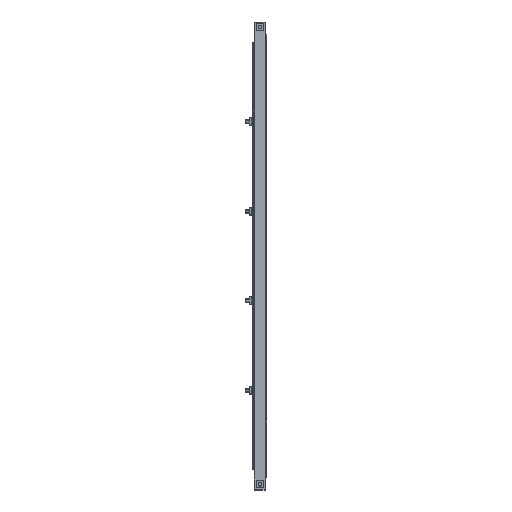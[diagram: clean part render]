
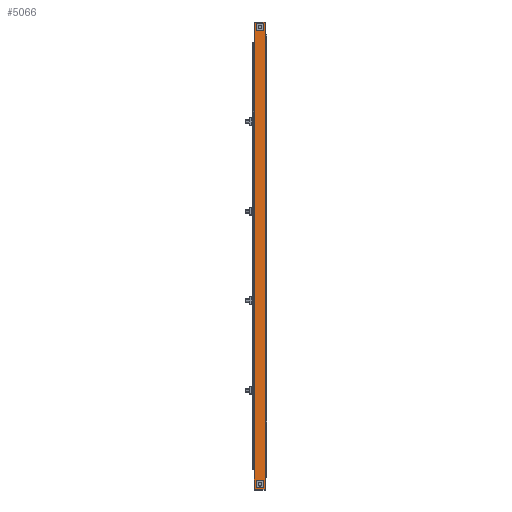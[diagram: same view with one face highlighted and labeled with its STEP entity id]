
A CAD part, top view. The second image highlights one B-rep face of the part: STEP entity #5066.
In plain terms, the highlighted face is planar.
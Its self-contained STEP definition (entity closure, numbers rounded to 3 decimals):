
#30 = ORIENTED_EDGE ( 'NONE', *, *, #6130, .T. ) ;
#79 = ORIENTED_EDGE ( 'NONE', *, *, #2341, .T. ) ;
#250 = LINE ( 'NONE', #3917, #2407 ) ;
#251 = EDGE_CURVE ( 'NONE', #8824, #2951, #4633, .T. ) ;
#316 = DIRECTION ( 'NONE',  ( 0., 0., 1. ) ) ;
#333 = ORIENTED_EDGE ( 'NONE', *, *, #5547, .T. ) ;
#483 = LINE ( 'NONE', #9362, #8464 ) ;
#583 = VECTOR ( 'NONE', #8250, 1000. ) ;
#594 = EDGE_CURVE ( 'NONE', #6723, #1778, #5528, .T. ) ;
#623 = FACE_OUTER_BOUND ( 'NONE', #3679, .T. ) ;
#685 = VECTOR ( 'NONE', #3247, 1000. ) ;
#705 = LINE ( 'NONE', #1604, #7312 ) ;
#768 = EDGE_CURVE ( 'NONE', #7664, #9036, #3659, .T. ) ;
#850 = VECTOR ( 'NONE', #9402, 1000. ) ;
#1010 = ORIENTED_EDGE ( 'NONE', *, *, #8082, .F. ) ;
#1031 = CARTESIAN_POINT ( 'NONE',  ( 0., 2.5, -783. ) ) ;
#1135 = DIRECTION ( 'NONE',  ( 0., 0., -1. ) ) ;
#1144 = CARTESIAN_POINT ( 'NONE',  ( 0., 15.75, -13.4 ) ) ;
#1161 = EDGE_CURVE ( 'NONE', #3091, #6780, #8637, .T. ) ;
#1407 = CARTESIAN_POINT ( 'NONE',  ( 0., 0., -783. ) ) ;
#1516 = VERTEX_POINT ( 'NONE', #2563 ) ;
#1604 = CARTESIAN_POINT ( 'NONE',  ( 0., 15.75, -769.6 ) ) ;
#1626 = CARTESIAN_POINT ( 'NONE',  ( 0., 6.25, -3.9 ) ) ;
#1706 = CARTESIAN_POINT ( 'NONE',  ( 0., 15.75, -779.1 ) ) ;
#1731 = AXIS2_PLACEMENT_3D ( 'NONE', #3522, #6348, #3386 ) ;
#1778 = VERTEX_POINT ( 'NONE', #8159 ) ;
#2020 = VECTOR ( 'NONE', #7405, 1000. ) ;
#2133 = CARTESIAN_POINT ( 'NONE',  ( 0., 15.75, -3.9 ) ) ;
#2162 = DIRECTION ( 'NONE',  ( 0., 0., 1. ) ) ;
#2341 = EDGE_CURVE ( 'NONE', #9036, #6723, #5007, .T. ) ;
#2407 = VECTOR ( 'NONE', #2491, 1000. ) ;
#2454 = LINE ( 'NONE', #8919, #583 ) ;
#2472 = ORIENTED_EDGE ( 'NONE', *, *, #6576, .T. ) ;
#2491 = DIRECTION ( 'NONE',  ( 0., 0., 1. ) ) ;
#2563 = CARTESIAN_POINT ( 'NONE',  ( 0., 20.5, -35. ) ) ;
#2603 = CARTESIAN_POINT ( 'NONE',  ( 0., 20.5, -783. ) ) ;
#2728 = CARTESIAN_POINT ( 'NONE',  ( 0., 2.5, -21. ) ) ;
#2784 = LINE ( 'NONE', #6509, #2884 ) ;
#2884 = VECTOR ( 'NONE', #2162, 1000. ) ;
#2951 = VERTEX_POINT ( 'NONE', #5810 ) ;
#2958 = CARTESIAN_POINT ( 'NONE',  ( 0., 15.75, -769.6 ) ) ;
#3091 = VERTEX_POINT ( 'NONE', #1031 ) ;
#3134 = LINE ( 'NONE', #1706, #3803 ) ;
#3247 = DIRECTION ( 'NONE',  ( 0., -1., 0. ) ) ;
#3256 = DIRECTION ( 'NONE',  ( 0., 0., -1. ) ) ;
#3273 = DIRECTION ( 'NONE',  ( 0., 0., 1. ) ) ;
#3386 = DIRECTION ( 'NONE',  ( 0., 0., 1. ) ) ;
#3434 = CARTESIAN_POINT ( 'NONE',  ( 0., 2.5, 0. ) ) ;
#3479 = FACE_BOUND ( 'NONE', #8034, .T. ) ;
#3522 = CARTESIAN_POINT ( 'NONE',  ( 0., 0., 0. ) ) ;
#3659 = LINE ( 'NONE', #8789, #850 ) ;
#3668 = VERTEX_POINT ( 'NONE', #7218 ) ;
#3679 = EDGE_LOOP ( 'NONE', ( #8385, #9176, #4531, #5545, #8524, #2472, #1010, #6492 ) ) ;
#3803 = VECTOR ( 'NONE', #1135, 1000. ) ;
#3810 = CARTESIAN_POINT ( 'NONE',  ( 0., 20.5, 0. ) ) ;
#3860 = VERTEX_POINT ( 'NONE', #4913 ) ;
#3884 = VERTEX_POINT ( 'NONE', #3434 ) ;
#3917 = CARTESIAN_POINT ( 'NONE',  ( 0., 6.25, -3.9 ) ) ;
#4002 = VECTOR ( 'NONE', #4169, 1000. ) ;
#4069 = DIRECTION ( 'NONE',  ( 0., 0., 1. ) ) ;
#4075 = LINE ( 'NONE', #6996, #4002 ) ;
#4137 = DIRECTION ( 'NONE',  ( 0., -1., 0. ) ) ;
#4169 = DIRECTION ( 'NONE',  ( 0., 0., 1. ) ) ;
#4200 = EDGE_CURVE ( 'NONE', #6780, #3668, #8170, .T. ) ;
#4210 = VECTOR ( 'NONE', #3256, 1000. ) ;
#4242 = ORIENTED_EDGE ( 'NONE', *, *, #4729, .T. ) ;
#4243 = EDGE_CURVE ( 'NONE', #3091, #4815, #8451, .T. ) ;
#4267 = DIRECTION ( 'NONE',  ( 0., 1., 0. ) ) ;
#4346 = VECTOR ( 'NONE', #4267, 1000. ) ;
#4531 = ORIENTED_EDGE ( 'NONE', *, *, #4200, .T. ) ;
#4633 = LINE ( 'NONE', #5348, #685 ) ;
#4729 = EDGE_CURVE ( 'NONE', #2951, #7834, #6275, .T. ) ;
#4815 = VERTEX_POINT ( 'NONE', #7764 ) ;
#4838 = CARTESIAN_POINT ( 'NONE',  ( 0., 6.25, -779.1 ) ) ;
#4913 = CARTESIAN_POINT ( 'NONE',  ( 0., 20.5, 0. ) ) ;
#4958 = FACE_BOUND ( 'NONE', #6816, .T. ) ;
#5007 = LINE ( 'NONE', #7930, #4210 ) ;
#5028 = EDGE_CURVE ( 'NONE', #3668, #1516, #483, .T. ) ;
#5066 = ADVANCED_FACE ( 'NONE', ( #3479, #4958, #623 ), #7021, .F. ) ;
#5200 = CARTESIAN_POINT ( 'NONE',  ( 0., 2.5, -783. ) ) ;
#5348 = CARTESIAN_POINT ( 'NONE',  ( 0., 15.75, -779.1 ) ) ;
#5528 = LINE ( 'NONE', #1144, #9231 ) ;
#5545 = ORIENTED_EDGE ( 'NONE', *, *, #5028, .T. ) ;
#5547 = EDGE_CURVE ( 'NONE', #7834, #8560, #705, .T. ) ;
#5810 = CARTESIAN_POINT ( 'NONE',  ( 0., 6.25, -779.1 ) ) ;
#6122 = ORIENTED_EDGE ( 'NONE', *, *, #251, .T. ) ;
#6130 = EDGE_CURVE ( 'NONE', #8560, #8824, #3134, .T. ) ;
#6275 = LINE ( 'NONE', #4838, #6602 ) ;
#6348 = DIRECTION ( 'NONE',  ( -1., 0., 0. ) ) ;
#6492 = ORIENTED_EDGE ( 'NONE', *, *, #9288, .F. ) ;
#6509 = CARTESIAN_POINT ( 'NONE',  ( 0., 2.5, -783. ) ) ;
#6576 = EDGE_CURVE ( 'NONE', #3860, #3884, #2454, .T. ) ;
#6602 = VECTOR ( 'NONE', #4069, 1000. ) ;
#6638 = LINE ( 'NONE', #3810, #2020 ) ;
#6723 = VERTEX_POINT ( 'NONE', #7238 ) ;
#6762 = CARTESIAN_POINT ( 'NONE',  ( 0., 6.25, -769.6 ) ) ;
#6780 = VERTEX_POINT ( 'NONE', #6851 ) ;
#6816 = EDGE_LOOP ( 'NONE', ( #30, #6122, #4242, #333 ) ) ;
#6851 = CARTESIAN_POINT ( 'NONE',  ( 0., 20.5, -783. ) ) ;
#6996 = CARTESIAN_POINT ( 'NONE',  ( 0., 2.5, -783. ) ) ;
#7021 = PLANE ( 'NONE',  #1731 ) ;
#7218 = CARTESIAN_POINT ( 'NONE',  ( 0., 20.5, -748. ) ) ;
#7238 = CARTESIAN_POINT ( 'NONE',  ( 0., 15.75, -13.4 ) ) ;
#7244 = EDGE_CURVE ( 'NONE', #1778, #7664, #250, .T. ) ;
#7292 = ORIENTED_EDGE ( 'NONE', *, *, #768, .T. ) ;
#7312 = VECTOR ( 'NONE', #8831, 1000. ) ;
#7357 = VECTOR ( 'NONE', #3273, 1000. ) ;
#7405 = DIRECTION ( 'NONE',  ( 0., 0., -1. ) ) ;
#7540 = ORIENTED_EDGE ( 'NONE', *, *, #594, .T. ) ;
#7664 = VERTEX_POINT ( 'NONE', #1626 ) ;
#7746 = DIRECTION ( 'NONE',  ( 0., 0., 1. ) ) ;
#7764 = CARTESIAN_POINT ( 'NONE',  ( 0., 2.5, -762. ) ) ;
#7834 = VERTEX_POINT ( 'NONE', #6762 ) ;
#7930 = CARTESIAN_POINT ( 'NONE',  ( 0., 15.75, -3.9 ) ) ;
#8034 = EDGE_LOOP ( 'NONE', ( #7292, #79, #7540, #8147 ) ) ;
#8082 = EDGE_CURVE ( 'NONE', #8485, #3884, #2784, .T. ) ;
#8147 = ORIENTED_EDGE ( 'NONE', *, *, #7244, .T. ) ;
#8159 = CARTESIAN_POINT ( 'NONE',  ( 0., 6.25, -13.4 ) ) ;
#8170 = LINE ( 'NONE', #2603, #7357 ) ;
#8250 = DIRECTION ( 'NONE',  ( 0., -1., 0. ) ) ;
#8385 = ORIENTED_EDGE ( 'NONE', *, *, #4243, .F. ) ;
#8417 = CARTESIAN_POINT ( 'NONE',  ( 0., 15.75, -779.1 ) ) ;
#8451 = LINE ( 'NONE', #5200, #8593 ) ;
#8464 = VECTOR ( 'NONE', #7746, 1000. ) ;
#8485 = VERTEX_POINT ( 'NONE', #2728 ) ;
#8524 = ORIENTED_EDGE ( 'NONE', *, *, #8565, .F. ) ;
#8560 = VERTEX_POINT ( 'NONE', #2958 ) ;
#8565 = EDGE_CURVE ( 'NONE', #3860, #1516, #6638, .T. ) ;
#8593 = VECTOR ( 'NONE', #316, 1000. ) ;
#8637 = LINE ( 'NONE', #1407, #4346 ) ;
#8789 = CARTESIAN_POINT ( 'NONE',  ( 0., 15.75, -3.9 ) ) ;
#8824 = VERTEX_POINT ( 'NONE', #8417 ) ;
#8831 = DIRECTION ( 'NONE',  ( 0., 1., 0. ) ) ;
#8919 = CARTESIAN_POINT ( 'NONE',  ( 0., 0., 0. ) ) ;
#9036 = VERTEX_POINT ( 'NONE', #2133 ) ;
#9176 = ORIENTED_EDGE ( 'NONE', *, *, #1161, .T. ) ;
#9231 = VECTOR ( 'NONE', #4137, 1000. ) ;
#9288 = EDGE_CURVE ( 'NONE', #4815, #8485, #4075, .T. ) ;
#9362 = CARTESIAN_POINT ( 'NONE',  ( 0., 20.5, -783. ) ) ;
#9402 = DIRECTION ( 'NONE',  ( 0., 1., 0. ) ) ;
